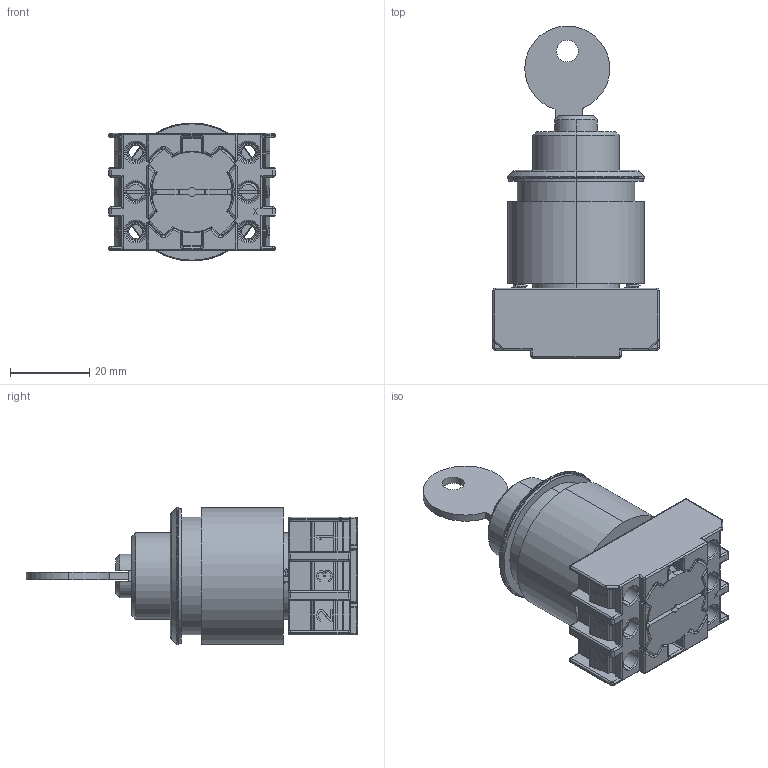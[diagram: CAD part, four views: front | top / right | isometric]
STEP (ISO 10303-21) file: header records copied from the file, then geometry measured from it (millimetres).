
FILE_DESCRIPTION (( 'STEP AP203' ), '1' );
FILE_NAME ('ESS21S12.V.step', '2020-12-14T22:40:30', ( '' ), ( '' ), 'SwSTEP 2.0', 'SolidWorks 2019', '' );
FILE_SCHEMA (( 'CONFIG_CONTROL_DESIGN' ));
Length unit declared in the file: millimetre
Products named in the file (1): ESS21S12.V
Bounding box: 42 x 83.94 x 34.89 mm (x, y, z)
Volume: 39218.1 mm3; surface area: 28778.4 mm2
Topology: 6 solids, 6 shells, 1547 faces, 4135 edges, 2576 vertices
Faces by surface type: plane 569, cylinder 536, bspline 269, cone 148, torus 25
Entity records: 67052 total; most frequent: CARTESIAN_POINT 30872, ORIENTED_EDGE 8174, DIRECTION 6864, EDGE_CURVE 4087, VERTEX_POINT 2576, AXIS2_PLACEMENT_3D 2421, LINE 2022, VECTOR 2022
